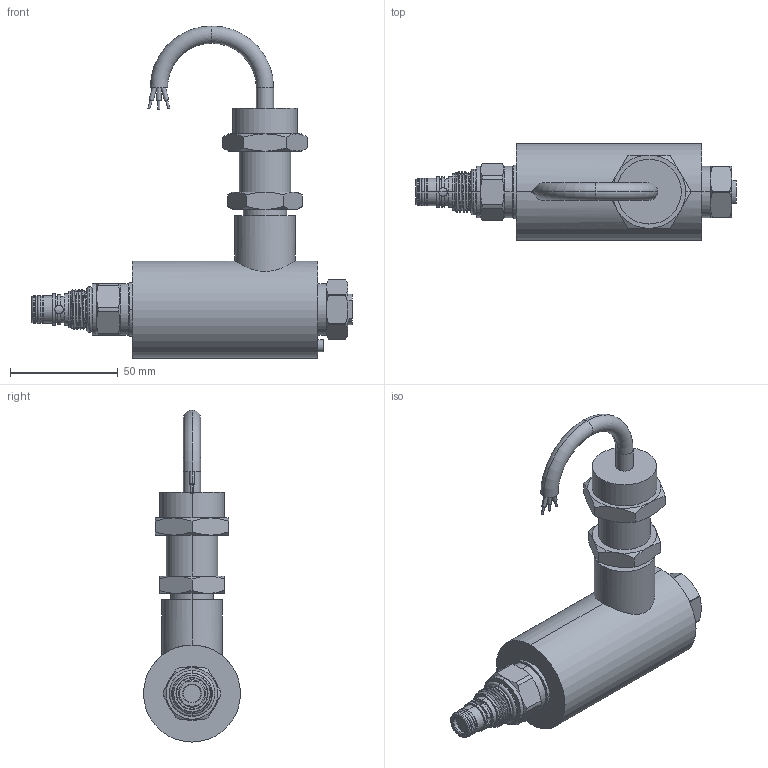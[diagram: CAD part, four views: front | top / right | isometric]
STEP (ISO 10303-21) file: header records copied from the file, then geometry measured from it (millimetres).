
FILE_DESCRIPTION (( 'STEP AP203' ), '1' );
FILE_NAME ('EP08W2E51N.STEP', '2023-11-09T03:00:14', ( '' ), ( '' ), 'SwSTEP 2.0', 'SolidWorks 2018', '' );
FILE_SCHEMA (( 'CONFIG_CONTROL_DESIGN' ));
Length unit declared in the file: millimetre
Products named in the file (1): EP08W2E51N
Bounding box: 148.54 x 45 x 154.07 mm (x, y, z)
Volume: 207716.1 mm3; surface area: 32048.8 mm2
Topology: 2 solids, 2 shells, 277 faces, 659 edges, 413 vertices
Faces by surface type: cylinder 104, plane 81, cone 66, torus 18, bspline 8
Entity records: 12444 total; most frequent: CARTESIAN_POINT 6140, ORIENTED_EDGE 1318, DIRECTION 1293, EDGE_CURVE 659, AXIS2_PLACEMENT_3D 547, VERTEX_POINT 413, EDGE_LOOP 306, ADVANCED_FACE 277
